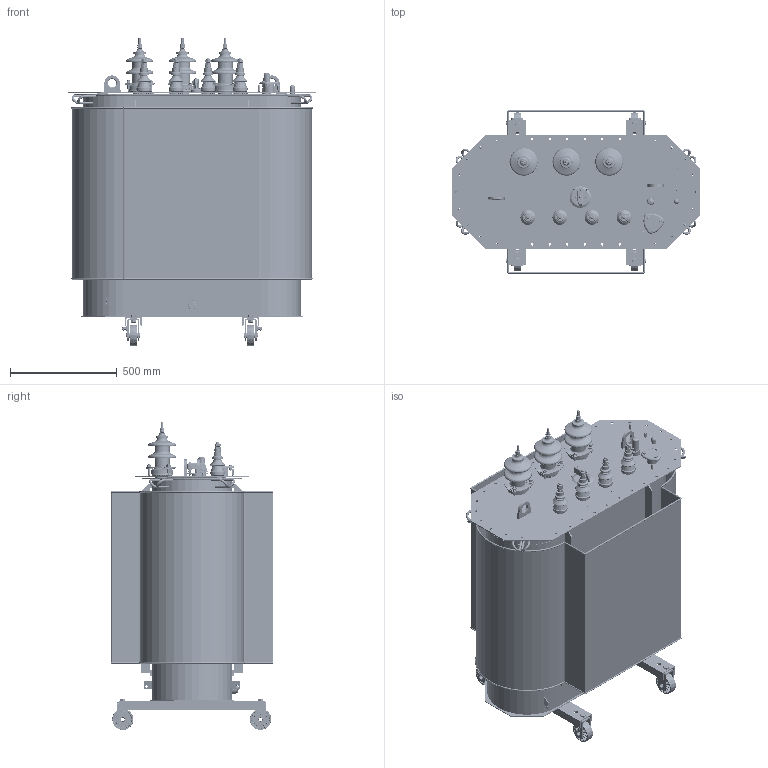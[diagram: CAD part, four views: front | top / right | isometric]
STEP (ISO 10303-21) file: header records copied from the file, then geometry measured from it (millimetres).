
FILE_DESCRIPTION(/* description */ (''),/* implementation_level */ '2;1');
FILE_NAME(/* name */ 'ВИЕЛ.672233.064(тмг12-250-10).stp',/* time_stamp */ '2019-10-10T13:36:31+03:00',/* author */ ('56691'),/* organization */ (''),/* preprocessor_version */ 'ST-DEVELOPER v15.2',/* originating_system */ 'Autodesk Inventor 2014',/* authorisation */ '');
FILE_SCHEMA (('AUTOMOTIVE_DESIGN { 1 0 10303 214 3 1 1 }'));
Products named in the file (1): ВИЕЛ.672233
Bounding box: 1162 x 763 x 1442.4 mm (x, y, z)
Volume: 11011849.4 mm3; surface area: 12529365.8 mm2
Topology: 90 solids, 105 shells, 7448 faces, 17886 edges, 10883 vertices
Faces by surface type: plane 2833, bspline 1580, cylinder 1492, torus 594, cone 478, sphere 471
Full cylindrical faces by diameter (mm): 1.6 x3, 1.827 x2, 2.5 x6, 3 x3, 3.1 x2, 4 x2, 4.134 x1, 4.42 x3, 4.917 x2, 4.95 x1, 5 x1, 5.94 x4, 6 x5, 6.2 x5, 6.4 x3, 6.5 x1, 7 x12, 7.1 x2, 7.5 x1, 7.92 x3, 8 x10, 8.4 x6, 8.5 x3, 8.746 x13, 9 x3, 9.9 x4, 10 x33, 10.5 x9, 10.7 x3, 10.8 x16
Entity records: 254401 total; most frequent: CARTESIAN_POINT 90616, ORIENTED_EDGE 32778, DIRECTION 29466, EDGE_CURVE 16317, AXIS2_PLACEMENT_3D 11622, VERTEX_POINT 10581, EDGE_LOOP 9341, ADVANCED_FACE 7448
